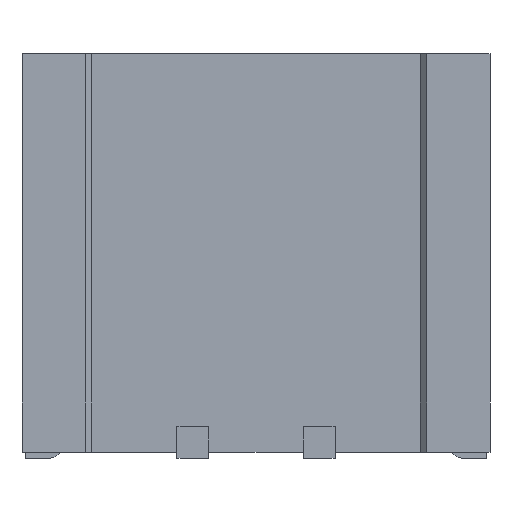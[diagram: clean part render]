
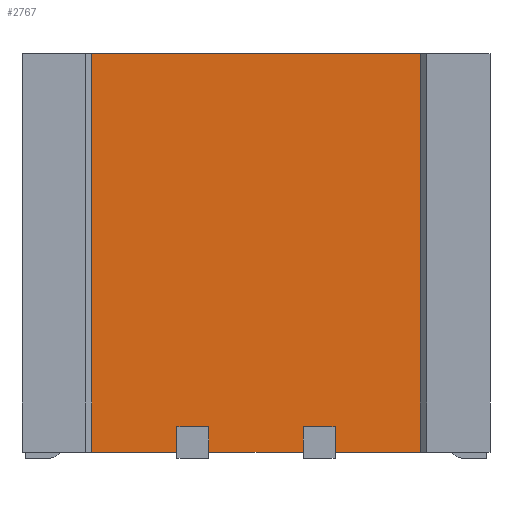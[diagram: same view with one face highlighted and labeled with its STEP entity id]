
A CAD part, front view. The second image highlights one B-rep face of the part: STEP entity #2767.
In plain terms, the highlighted planar face has unit normal (0, -1, 0).
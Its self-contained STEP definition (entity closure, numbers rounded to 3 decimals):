
#688=DIRECTION('',(1.,0.,0.));
#689=VECTOR('',#688,1.35);
#690=CARTESIAN_POINT('',(1.25,-2.7,-6.3));
#691=LINE('',#690,#689);
#740=DIRECTION('',(1.,0.,0.));
#741=VECTOR('',#740,1.35);
#742=CARTESIAN_POINT('',(-2.6,-2.7,-6.3));
#743=LINE('',#742,#741);
#756=DIRECTION('',(1.,0.,0.));
#757=VECTOR('',#756,1.5);
#758=CARTESIAN_POINT('',(-0.75,-2.7,-6.3));
#759=LINE('',#758,#757);
#789=DIRECTION('',(0.,0.,1.));
#790=VECTOR('',#789,0.4);
#791=CARTESIAN_POINT('',(0.75,-2.7,-6.3));
#792=LINE('',#791,#790);
#793=DIRECTION('',(0.,0.,1.));
#794=VECTOR('',#793,0.4);
#795=CARTESIAN_POINT('',(-0.75,-2.7,-6.3));
#796=LINE('',#795,#794);
#797=DIRECTION('',(1.,0.,0.));
#798=VECTOR('',#797,0.5);
#799=CARTESIAN_POINT('',(-1.25,-2.7,-5.9));
#800=LINE('',#799,#798);
#801=DIRECTION('',(0.,0.,1.));
#802=VECTOR('',#801,0.4);
#803=CARTESIAN_POINT('',(-1.25,-2.7,-6.3));
#804=LINE('',#803,#802);
#805=DIRECTION('',(0.,0.,-1.));
#806=VECTOR('',#805,6.3);
#807=CARTESIAN_POINT('',(-2.6,-2.7,0.));
#808=LINE('',#807,#806);
#809=DIRECTION('',(1.,0.,0.));
#810=VECTOR('',#809,5.2);
#811=CARTESIAN_POINT('',(-2.6,-2.7,0.));
#812=LINE('',#811,#810);
#813=DIRECTION('',(0.,0.,-1.));
#814=VECTOR('',#813,6.3);
#815=CARTESIAN_POINT('',(2.6,-2.7,0.));
#816=LINE('',#815,#814);
#817=DIRECTION('',(0.,0.,1.));
#818=VECTOR('',#817,0.4);
#819=CARTESIAN_POINT('',(1.25,-2.7,-6.3));
#820=LINE('',#819,#818);
#821=DIRECTION('',(1.,0.,0.));
#822=VECTOR('',#821,0.5);
#823=CARTESIAN_POINT('',(0.75,-2.7,-5.9));
#824=LINE('',#823,#822);
#1752=CARTESIAN_POINT('',(-1.25,-2.7,-5.9));
#1753=VERTEX_POINT('',#1752);
#1754=CARTESIAN_POINT('',(-0.75,-2.7,-5.9));
#1755=VERTEX_POINT('',#1754);
#1904=CARTESIAN_POINT('',(-1.25,-2.7,-6.3));
#1905=VERTEX_POINT('',#1904);
#1906=CARTESIAN_POINT('',(-0.75,-2.7,-6.3));
#1907=VERTEX_POINT('',#1906);
#1928=CARTESIAN_POINT('',(0.75,-2.7,-6.3));
#1929=CARTESIAN_POINT('',(0.75,-2.7,-5.9));
#1930=VERTEX_POINT('',#1928);
#1931=VERTEX_POINT('',#1929);
#1932=CARTESIAN_POINT('',(1.25,-2.7,-6.3));
#1933=CARTESIAN_POINT('',(1.25,-2.7,-5.9));
#1934=VERTEX_POINT('',#1932);
#1935=VERTEX_POINT('',#1933);
#2052=CARTESIAN_POINT('',(-2.6,-2.7,0.));
#2053=CARTESIAN_POINT('',(-2.6,-2.7,-6.3));
#2054=VERTEX_POINT('',#2052);
#2055=VERTEX_POINT('',#2053);
#2056=CARTESIAN_POINT('',(2.6,-2.7,0.));
#2057=CARTESIAN_POINT('',(2.6,-2.7,-6.3));
#2058=VERTEX_POINT('',#2056);
#2059=VERTEX_POINT('',#2057);
#2740=CARTESIAN_POINT('',(-3.7,-2.7,0.));
#2741=DIRECTION('',(0.,-1.,0.));
#2742=DIRECTION('',(0.,0.,-1.));
#2743=AXIS2_PLACEMENT_3D('',#2740,#2741,#2742);
#2744=PLANE('',#2743);
#2745=ORIENTED_EDGE('',*,*,#2710,.F.);
#2746=ORIENTED_EDGE('',*,*,#2700,.F.);
#2748=ORIENTED_EDGE('',*,*,#2747,.T.);
#2750=ORIENTED_EDGE('',*,*,#2749,.F.);
#2752=ORIENTED_EDGE('',*,*,#2751,.F.);
#2753=ORIENTED_EDGE('',*,*,#2692,.F.);
#2755=ORIENTED_EDGE('',*,*,#2754,.F.);
#2757=ORIENTED_EDGE('',*,*,#2756,.T.);
#2759=ORIENTED_EDGE('',*,*,#2758,.T.);
#2760=ORIENTED_EDGE('',*,*,#2667,.F.);
#2762=ORIENTED_EDGE('',*,*,#2761,.T.);
#2764=ORIENTED_EDGE('',*,*,#2763,.F.);
#2765=EDGE_LOOP('',(#2745,#2746,#2748,#2750,#2752,#2753,#2755,#2757,#2759,#2760,
#2762,#2764));
#2766=FACE_OUTER_BOUND('',#2765,.F.);
#2667=EDGE_CURVE('',#1934,#2059,#691,.T.);
#2692=EDGE_CURVE('',#2055,#1905,#743,.T.);
#2700=EDGE_CURVE('',#1907,#1930,#759,.T.);
#2710=EDGE_CURVE('',#1930,#1931,#792,.T.);
#2747=EDGE_CURVE('',#1907,#1755,#796,.T.);
#2749=EDGE_CURVE('',#1753,#1755,#800,.T.);
#2751=EDGE_CURVE('',#1905,#1753,#804,.T.);
#2754=EDGE_CURVE('',#2054,#2055,#808,.T.);
#2756=EDGE_CURVE('',#2054,#2058,#812,.T.);
#2758=EDGE_CURVE('',#2058,#2059,#816,.T.);
#2761=EDGE_CURVE('',#1934,#1935,#820,.T.);
#2763=EDGE_CURVE('',#1931,#1935,#824,.T.);
#2767=ADVANCED_FACE('',(#2766),#2744,.T.);
